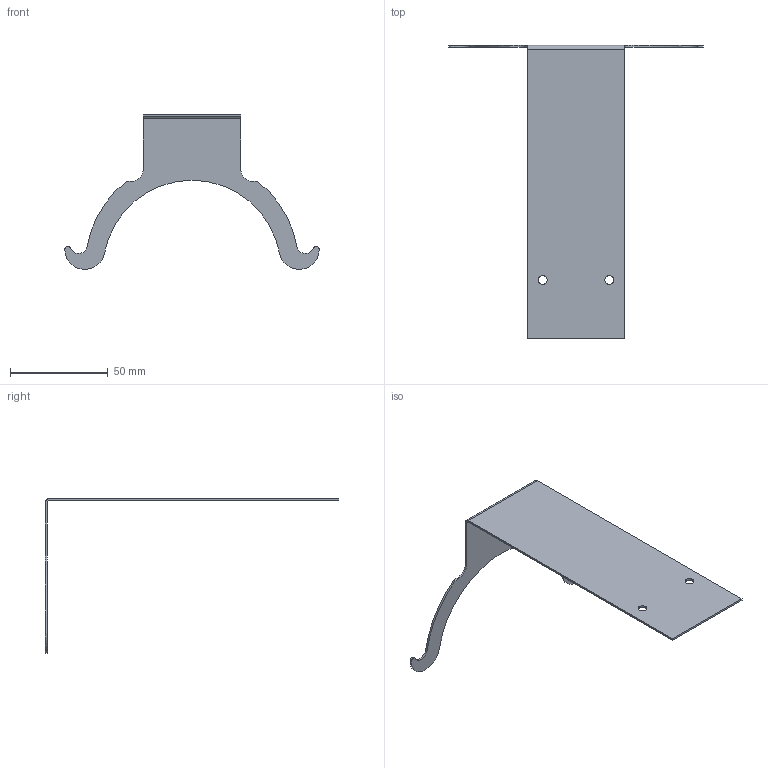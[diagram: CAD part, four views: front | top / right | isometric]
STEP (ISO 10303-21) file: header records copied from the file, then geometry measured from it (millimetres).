
FILE_DESCRIPTION(/* description */ (''),/* implementation_level */ '2;1');
FILE_NAME(/* name */ 'Sujetador Vaso.stp',/* time_stamp */ '2020-06-30T06:03:06-04:00',/* author */ ('Bruno'),/* organization */ (''),/* preprocessor_version */ 'ST-DEVELOPER v18.1',/* originating_system */ 'Autodesk Inventor 2020',/* authorisation */ '');
FILE_SCHEMA (('AUTOMOTIVE_DESIGN { 1 0 10303 214 3 1 1 }'));
Length unit declared in the file: millimetre
Products named in the file (1): Sujetador Vaso
Bounding box: 130 x 150 x 79 mm (x, y, z)
Volume: 10334 mm3; surface area: 21420.2 mm2
Topology: 1 solids, 1 shells, 34 faces, 90 edges, 58 vertices
Faces by surface type: cylinder 17, plane 17
Full cylindrical faces by diameter (mm): 4.5 x2
Entity records: 1111 total; most frequent: DIRECTION 196, CARTESIAN_POINT 183, ORIENTED_EDGE 180, EDGE_CURVE 90, AXIS2_PLACEMENT_3D 71, VERTEX_POINT 58, LINE 54, VECTOR 54
